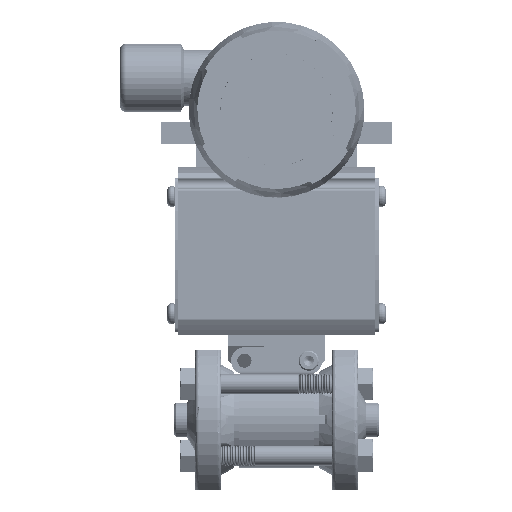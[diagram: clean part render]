
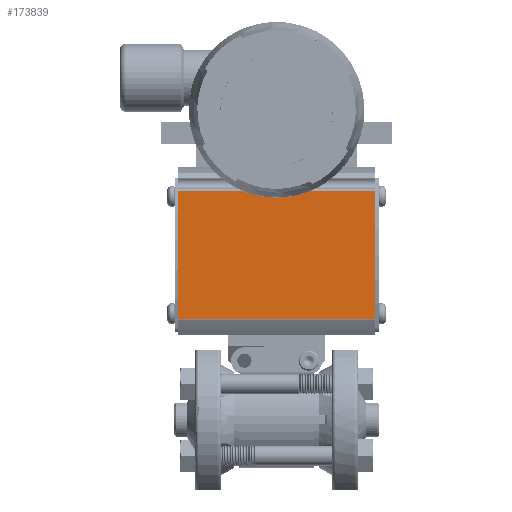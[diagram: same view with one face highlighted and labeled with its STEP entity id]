
A CAD part, top view. The second image highlights one B-rep face of the part: STEP entity #173839.
In plain terms, the highlighted planar face has unit normal (0, 0, 1).
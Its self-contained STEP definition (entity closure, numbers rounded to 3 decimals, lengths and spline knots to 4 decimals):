
#1143 = CARTESIAN_POINT ( 'NONE',  ( -1.5275, 1.5679, 1.17 ) ) ;
#1157 = EDGE_CURVE ( 'NONE', #186465, #20824, #158935, .T. ) ;
#3224 = VECTOR ( 'NONE', #218372, 39.3701 ) ;
#13175 = VERTEX_POINT ( 'NONE', #68957 ) ;
#18599 = CARTESIAN_POINT ( 'NONE',  ( 1.5275, 1.5679, 1.17 ) ) ;
#20824 = VERTEX_POINT ( 'NONE', #18599 ) ;
#27343 = DIRECTION ( 'NONE',  ( 0., -1., 0. ) ) ;
#36020 = EDGE_LOOP ( 'NONE', ( #189559, #36838, #57288, #111208 ) ) ;
#36838 = ORIENTED_EDGE ( 'NONE', *, *, #60146, .T. ) ;
#57288 = ORIENTED_EDGE ( 'NONE', *, *, #80092, .F. ) ;
#58443 = LINE ( 'NONE', #164441, #188030 ) ;
#60146 = EDGE_CURVE ( 'NONE', #186465, #13175, #196278, .T. ) ;
#68957 = CARTESIAN_POINT ( 'NONE',  ( -1.5275, 3.5621, 1.17 ) ) ;
#69277 = CARTESIAN_POINT ( 'NONE',  ( -1.5275, 3.5694, 1.17 ) ) ;
#80092 = EDGE_CURVE ( 'NONE', #148541, #13175, #151932, .T. ) ;
#111208 = ORIENTED_EDGE ( 'NONE', *, *, #218123, .T. ) ;
#111427 = FACE_OUTER_BOUND ( 'NONE', #36020, .T. ) ;
#117883 = CARTESIAN_POINT ( 'NONE',  ( 1.5275, 3.5621, 1.17 ) ) ;
#132933 = DIRECTION ( 'NONE',  ( 0., 0., -1. ) ) ;
#147521 = DIRECTION ( 'NONE',  ( 1., 0., 0. ) ) ;
#147898 = VECTOR ( 'NONE', #165564, 39.3701 ) ;
#148362 = CARTESIAN_POINT ( 'NONE',  ( -5.0403, 3.5621, 1.17 ) ) ;
#148541 = VERTEX_POINT ( 'NONE', #1143 ) ;
#151932 = LINE ( 'NONE', #69277, #176627 ) ;
#156399 = DIRECTION ( 'NONE',  ( 0., 1., 0. ) ) ;
#158368 = AXIS2_PLACEMENT_3D ( 'NONE', #202216, #132933, #27343 ) ;
#158935 = LINE ( 'NONE', #200988, #147898 ) ;
#164441 = CARTESIAN_POINT ( 'NONE',  ( -5.0403, 1.5679, 1.17 ) ) ;
#165564 = DIRECTION ( 'NONE',  ( 0., -1., 0. ) ) ;
#167555 = PLANE ( 'NONE',  #158368 ) ;
#173839 = ADVANCED_FACE ( 'NONE', ( #111427 ), #167555, .F. ) ;
#176627 = VECTOR ( 'NONE', #156399, 39.3701 ) ;
#186465 = VERTEX_POINT ( 'NONE', #117883 ) ;
#188030 = VECTOR ( 'NONE', #147521, 39.3701 ) ;
#189559 = ORIENTED_EDGE ( 'NONE', *, *, #1157, .F. ) ;
#196278 = LINE ( 'NONE', #148362, #3224 ) ;
#200988 = CARTESIAN_POINT ( 'NONE',  ( 1.5275, 3.5694, 1.17 ) ) ;
#202216 = CARTESIAN_POINT ( 'NONE',  ( -5.0403, 3.5694, 1.17 ) ) ;
#218123 = EDGE_CURVE ( 'NONE', #148541, #20824, #58443, .T. ) ;
#218372 = DIRECTION ( 'NONE',  ( -1., 0., 0. ) ) ;
